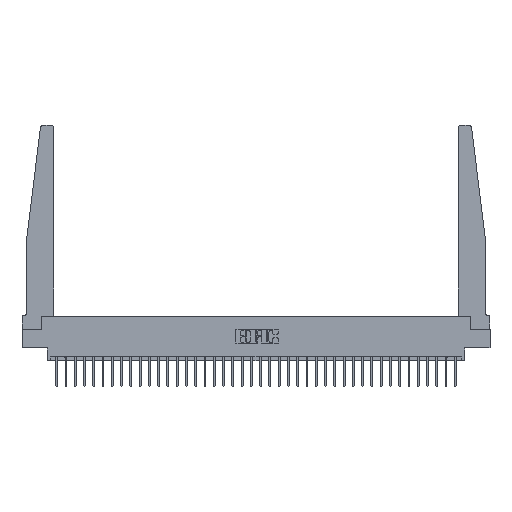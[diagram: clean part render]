
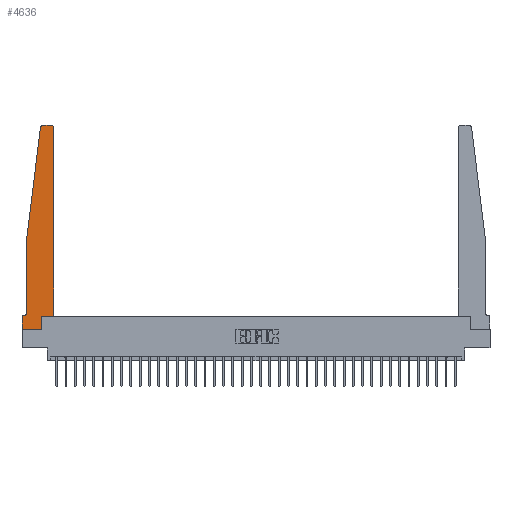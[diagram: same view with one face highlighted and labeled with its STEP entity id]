
A CAD part, top view. The second image highlights one B-rep face of the part: STEP entity #4636.
In plain terms, the highlighted planar face has unit normal (0, 0, 1).
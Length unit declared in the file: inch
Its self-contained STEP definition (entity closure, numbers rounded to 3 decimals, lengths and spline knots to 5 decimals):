
#9 = ORIENTED_EDGE ( 'NONE', *, *, #6272, .T. ) ;
#1000 = CARTESIAN_POINT ( 'NONE',  ( 0.27653, 2.72, 0.37 ) ) ;
#1071 = FACE_OUTER_BOUND ( 'NONE', #3868, .T. ) ;
#1734 = DIRECTION ( 'NONE',  ( 0., 0., -1. ) ) ;
#1777 = VERTEX_POINT ( 'NONE', #9193 ) ;
#2062 = VERTEX_POINT ( 'NONE', #31426 ) ;
#2128 = ORIENTED_EDGE ( 'NONE', *, *, #20765, .T. ) ;
#2200 = VECTOR ( 'NONE', #23520, 39.37008 ) ;
#2470 = DIRECTION ( 'NONE',  ( 0., 0., 1. ) ) ;
#2605 = EDGE_CURVE ( 'NONE', #33258, #20931, #28638, .T. ) ;
#2892 = CARTESIAN_POINT ( 'NONE',  ( 0.425, 0.18, 0.37 ) ) ;
#3007 = VECTOR ( 'NONE', #22035, 39.37008 ) ;
#3333 = VERTEX_POINT ( 'NONE', #16497 ) ;
#3640 = DIRECTION ( 'NONE',  ( 1., 0., 0. ) ) ;
#3856 = CARTESIAN_POINT ( 'NONE',  ( 0., 0.1875, 0.37 ) ) ;
#3868 = EDGE_LOOP ( 'NONE', ( #2128, #5393, #22708, #9, #13210, #15716, #16126, #5129, #18633, #13416, #12258, #10210 ) ) ;
#4636 = ADVANCED_FACE ( 'NONE', ( #1071 ), #27050, .T. ) ;
#4693 = CIRCLE ( 'NONE', #12689, 0.05 ) ;
#5129 = ORIENTED_EDGE ( 'NONE', *, *, #9471, .T. ) ;
#5393 = ORIENTED_EDGE ( 'NONE', *, *, #19795, .T. ) ;
#6252 = DIRECTION ( 'NONE',  ( 1., 0., 0. ) ) ;
#6272 = EDGE_CURVE ( 'NONE', #20931, #3333, #30419, .T. ) ;
#6692 = CARTESIAN_POINT ( 'NONE',  ( 0., 0., 0.37 ) ) ;
#7943 = AXIS2_PLACEMENT_3D ( 'NONE', #3856, #11687, #29627 ) ;
#8141 = VECTOR ( 'NONE', #18413, 39.37008 ) ;
#9156 = CARTESIAN_POINT ( 'NONE',  ( 0.425, 0.18, 0.37 ) ) ;
#9193 = CARTESIAN_POINT ( 'NONE',  ( 0., 0., 0.37 ) ) ;
#9276 = DIRECTION ( 'NONE',  ( 0., -1., 0. ) ) ;
#9471 = EDGE_CURVE ( 'NONE', #1777, #26235, #11281, .T. ) ;
#9583 = CARTESIAN_POINT ( 'NONE',  ( 0.24675, 2.72367, 0.37 ) ) ;
#9637 = VECTOR ( 'NONE', #6252, 39.37008 ) ;
#10186 = VERTEX_POINT ( 'NONE', #11394 ) ;
#10210 = ORIENTED_EDGE ( 'NONE', *, *, #22572, .T. ) ;
#10800 = CARTESIAN_POINT ( 'NONE',  ( 0.395, 2.75, 0.37 ) ) ;
#11281 = LINE ( 'NONE', #13928, #9637 ) ;
#11394 = CARTESIAN_POINT ( 'NONE',  ( 0., 0.1875, 0.37 ) ) ;
#11519 = EDGE_CURVE ( 'NONE', #10186, #1777, #12358, .T. ) ;
#11547 = VECTOR ( 'NONE', #9276, 39.37008 ) ;
#11687 = DIRECTION ( 'NONE',  ( 0., 0., 1. ) ) ;
#12183 = CARTESIAN_POINT ( 'NONE',  ( 0.2605, 0.18, 0.37 ) ) ;
#12258 = ORIENTED_EDGE ( 'NONE', *, *, #14328, .T. ) ;
#12358 = LINE ( 'NONE', #6692, #11547 ) ;
#12689 = AXIS2_PLACEMENT_3D ( 'NONE', #17279, #1734, #19848 ) ;
#13210 = ORIENTED_EDGE ( 'NONE', *, *, #33244, .T. ) ;
#13231 = DIRECTION ( 'NONE',  ( 0., 1., 0. ) ) ;
#13416 = ORIENTED_EDGE ( 'NONE', *, *, #20504, .T. ) ;
#13428 = CIRCLE ( 'NONE', #22986, 0.03 ) ;
#13812 = CARTESIAN_POINT ( 'NONE',  ( 0.015, 0.1875, 0.37 ) ) ;
#13928 = CARTESIAN_POINT ( 'NONE',  ( 0., 0., 0.37 ) ) ;
#14034 = CARTESIAN_POINT ( 'NONE',  ( 0.065, 1.25, 0.37 ) ) ;
#14328 = EDGE_CURVE ( 'NONE', #2062, #30470, #31396, .T. ) ;
#15246 = CARTESIAN_POINT ( 'NONE',  ( 0.27653, 2.75, 0.37 ) ) ;
#15263 = CARTESIAN_POINT ( 'NONE',  ( 0.25, 2.75, 0.37 ) ) ;
#15716 = ORIENTED_EDGE ( 'NONE', *, *, #29737, .T. ) ;
#15762 = CARTESIAN_POINT ( 'NONE',  ( 0.065, 1.25, 0.37 ) ) ;
#15833 = CARTESIAN_POINT ( 'NONE',  ( 0.065, 1.25, 0.37 ) ) ;
#16126 = ORIENTED_EDGE ( 'NONE', *, *, #11519, .T. ) ;
#16297 = LINE ( 'NONE', #24294, #29092 ) ;
#16395 = LINE ( 'NONE', #15263, #21635 ) ;
#16497 = CARTESIAN_POINT ( 'NONE',  ( 0.065, 0.2375, 0.37 ) ) ;
#17279 = CARTESIAN_POINT ( 'NONE',  ( 0.015, 0.2375, 0.37 ) ) ;
#17434 = DIRECTION ( 'NONE',  ( -1., 0., 0. ) ) ;
#17997 = CARTESIAN_POINT ( 'NONE',  ( 0.395, 2.72, 0.37 ) ) ;
#18268 = VECTOR ( 'NONE', #17434, 39.37008 ) ;
#18287 = VERTEX_POINT ( 'NONE', #13812 ) ;
#18413 = DIRECTION ( 'NONE',  ( -0.122, -0.992, 0. ) ) ;
#18633 = ORIENTED_EDGE ( 'NONE', *, *, #22232, .T. ) ;
#19156 = DIRECTION ( 'NONE',  ( 0., 0., 1. ) ) ;
#19490 = AXIS2_PLACEMENT_3D ( 'NONE', #1000, #19156, #3640 ) ;
#19795 = EDGE_CURVE ( 'NONE', #33374, #33258, #28628, .T. ) ;
#19848 = DIRECTION ( 'NONE',  ( -1., 0., 0. ) ) ;
#20504 = EDGE_CURVE ( 'NONE', #24465, #2062, #30414, .T. ) ;
#20585 = DIRECTION ( 'NONE',  ( 1., 0., 0. ) ) ;
#20765 = EDGE_CURVE ( 'NONE', #27355, #33374, #16395, .T. ) ;
#20931 = VERTEX_POINT ( 'NONE', #14034 ) ;
#21635 = VECTOR ( 'NONE', #28235, 39.37008 ) ;
#22035 = DIRECTION ( 'NONE',  ( 1., 0., 0. ) ) ;
#22232 = EDGE_CURVE ( 'NONE', #26235, #24465, #16297, .T. ) ;
#22572 = EDGE_CURVE ( 'NONE', #30470, #27355, #13428, .T. ) ;
#22708 = ORIENTED_EDGE ( 'NONE', *, *, #2605, .T. ) ;
#22986 = AXIS2_PLACEMENT_3D ( 'NONE', #17997, #2470, #20585 ) ;
#23520 = DIRECTION ( 'NONE',  ( 0., -1., 0. ) ) ;
#23811 = VECTOR ( 'NONE', #13231, 39.37008 ) ;
#24294 = CARTESIAN_POINT ( 'NONE',  ( 0.2605, 0.18, 0.37 ) ) ;
#24465 = VERTEX_POINT ( 'NONE', #12183 ) ;
#24685 = CARTESIAN_POINT ( 'NONE',  ( 0.425, 2.72, 0.37 ) ) ;
#26235 = VERTEX_POINT ( 'NONE', #32478 ) ;
#26849 = DIRECTION ( 'NONE',  ( 0., 1., 0. ) ) ;
#27050 = PLANE ( 'NONE',  #7943 ) ;
#27355 = VERTEX_POINT ( 'NONE', #10800 ) ;
#27618 = CARTESIAN_POINT ( 'NONE',  ( 0.065, 0.1875, 0.37 ) ) ;
#28235 = DIRECTION ( 'NONE',  ( -1., 0., 0. ) ) ;
#28628 = CIRCLE ( 'NONE', #19490, 0.03 ) ;
#28638 = LINE ( 'NONE', #15833, #8141 ) ;
#29092 = VECTOR ( 'NONE', #26849, 39.37008 ) ;
#29627 = DIRECTION ( 'NONE',  ( 1., 0., 0. ) ) ;
#29737 = EDGE_CURVE ( 'NONE', #18287, #10186, #31885, .T. ) ;
#30414 = LINE ( 'NONE', #9156, #3007 ) ;
#30419 = LINE ( 'NONE', #15762, #2200 ) ;
#30470 = VERTEX_POINT ( 'NONE', #24685 ) ;
#31396 = LINE ( 'NONE', #2892, #23811 ) ;
#31426 = CARTESIAN_POINT ( 'NONE',  ( 0.425, 0.18, 0.37 ) ) ;
#31885 = LINE ( 'NONE', #27618, #18268 ) ;
#32478 = CARTESIAN_POINT ( 'NONE',  ( 0.2605, 0., 0.37 ) ) ;
#33244 = EDGE_CURVE ( 'NONE', #3333, #18287, #4693, .T. ) ;
#33258 = VERTEX_POINT ( 'NONE', #9583 ) ;
#33374 = VERTEX_POINT ( 'NONE', #15246 ) ;
